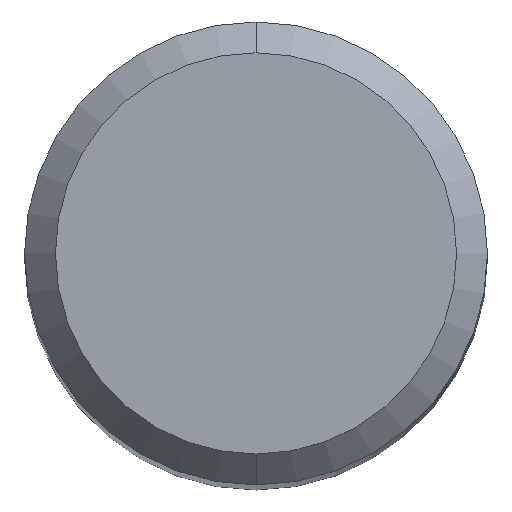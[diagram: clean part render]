
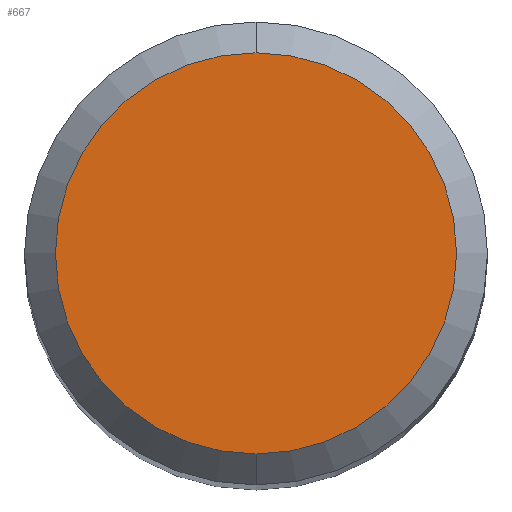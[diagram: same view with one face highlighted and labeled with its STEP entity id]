
A CAD part, top view. The second image highlights one B-rep face of the part: STEP entity #667.
In plain terms, the highlighted planar face has unit normal (0, 0, 1).
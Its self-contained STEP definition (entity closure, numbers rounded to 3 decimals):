
#307=EDGE_CURVE('',#577,#361,#795,.T.);
#361=VERTEX_POINT('',#850);
#577=VERTEX_POINT('',#1088);
#613=EDGE_CURVE('',#361,#577,#1127,.T.);
#667=ADVANCED_FACE('',(#1187),#1188,.T.);
#795=CIRCLE('',#1409,2.6);
#850=CARTESIAN_POINT('',(0.,-2.6,0.0));
#1088=CARTESIAN_POINT('',(0.0,2.6,0.0));
#1127=CIRCLE('',#3045,2.6);
#1187=FACE_OUTER_BOUND('',#3522,.T.);
#1188=PLANE('',#3523);
#1409=AXIS2_PLACEMENT_3D('',#4050,#4051,#4052);
#3045=AXIS2_PLACEMENT_3D('',#4368,#4369,#4370);
#3522=EDGE_LOOP('',(#4452,#4453));
#3523=AXIS2_PLACEMENT_3D('',#4454,#4455,#4456);
#4050=CARTESIAN_POINT('',(0.0,0.0,0.0));
#4051=DIRECTION('',(0.0,0.0,-1.0));
#4052=DIRECTION('',(0.0,1.0,0.0));
#4368=CARTESIAN_POINT('',(0.0,0.0,0.0));
#4369=DIRECTION('',(0.0,0.0,-1.0));
#4370=DIRECTION('',(0.0,1.0,0.0));
#4452=ORIENTED_EDGE('',*,*,#307,.F.);
#4453=ORIENTED_EDGE('',*,*,#613,.F.);
#4454=CARTESIAN_POINT('',(0.0,1.3,0.0));
#4455=DIRECTION('',(-0.0,0.0,1.0));
#4456=DIRECTION('',(0.0,-1.0,0.0));
